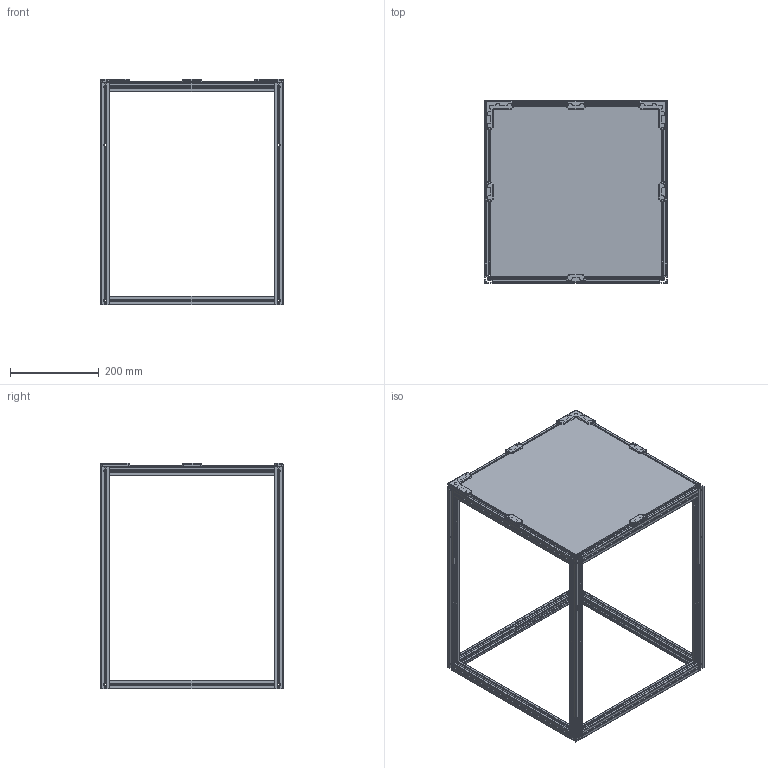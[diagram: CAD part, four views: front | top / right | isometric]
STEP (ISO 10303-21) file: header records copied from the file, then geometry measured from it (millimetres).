
FILE_DESCRIPTION(/* description */ (''),/* implementation_level */ '2;1');
FILE_NAME(/* name */ 'Magnetic Panels - Magnet Inserts v34.step',/* time_stamp */ '2022-05-27T09:33:01-07:00',/* author */ (''),/* organization */ (''),/* preprocessor_version */ 'ST-DEVELOPER v18.1',/* originating_system */ 'Autodesk Translation Framework v10.14.0.1471',/* authorisation */ '');
FILE_SCHEMA (('AUTOMOTIVE_DESIGN { 1 0 10303 214 3 1 1 }'));
Products named in the file (31): Magnetic Panels - Magnet Inserts; Frame; Corner Extrusions; HFSB5-2020-500-LCP-RCP-AV360; HFSB5-2020-500-LCP-RCP-AV360 (2); HFSB5-2020-500-LCP-RCP-AV360 (3); HFSB5-2020-500-LCP-RCP-AV360 (1); Bottom Extrusions; HFSB5-2020-370-TPW (6); HFSB5-2020-370-AH185-TPW; HFSB5-2020-370-TPW (7); HFSB5-2020-370-TPW (8); Top Extrusions; HFSB5-2020-370-TPW (3); M5x16 BHCS (7); M5x16 BHCS (8); HFSB5-2020-370-TPW (2); M5x16 BHCS (9); M5x16 BHCS (10); HFSB5-2020-370-TPW; HFSB5-2020-370-TPW (1); Panels; Transparent Panels; Top Panel; Foam Tape (1mm); Corner Clip 4mm; Mid Panel Clip 4mm; Mid Panel Clip Lip 4mm; Corner Clip 6mm; Mid Panel Clip 6mm; Mid Panel Clip Lip 6mm
Assembly tree (30 placements, depth 5):
  Magnetic Panels - Magnet Inserts
    Frame
      Corner Extrusions
        HFSB5-2020-500-LCP-RCP-AV360
        HFSB5-2020-500-LCP-RCP-AV360 (2)
        HFSB5-2020-500-LCP-RCP-AV360 (3)
        HFSB5-2020-500-LCP-RCP-AV360 (1)
      Bottom Extrusions
        HFSB5-2020-370-TPW (6)
        HFSB5-2020-370-AH185-TPW
        HFSB5-2020-370-TPW (7)
        HFSB5-2020-370-TPW (8)
      Top Extrusions
        HFSB5-2020-370-TPW (3)
          M5x16 BHCS (7)
          M5x16 BHCS (8)
        HFSB5-2020-370-TPW (2)
          M5x16 BHCS (9)
          M5x16 BHCS (10)
        HFSB5-2020-370-TPW
        HFSB5-2020-370-TPW (1)
    Panels
      Transparent Panels
        Top Panel
          Foam Tape (1mm)
    Corner Clip 4mm
    Mid Panel Clip 4mm
    Mid Panel Clip Lip 4mm
    Corner Clip 6mm
    Mid Panel Clip 6mm
    Mid Panel Clip Lip 6mm
Bounding box: 410 x 410 x 508.5 mm (x, y, z)
Volume: 1383133 mm3; surface area: 1223094.2 mm2
Topology: 49 solids, 49 shells, 2671 faces, 7329 edges, 4730 vertices
Faces by surface type: plane 1555, cylinder 841, cone 180, torus 65, bspline 22, sphere 8
Full cylindrical faces by diameter (mm): 1.8 x4, 2.38 x6, 3.961 x76, 4.12 x1, 4.134 x16, 4.2 x25, 5 x78, 6 x12, 6.15 x16, 7.35 x37, 9.5 x4
Entity records: 102534 total; most frequent: CARTESIAN_POINT 33168, ORIENTED_EDGE 14658, DIRECTION 14204, EDGE_CURVE 7329, AXIS2_PLACEMENT_3D 4774, VERTEX_POINT 4730, LINE 4656, VECTOR 4656
